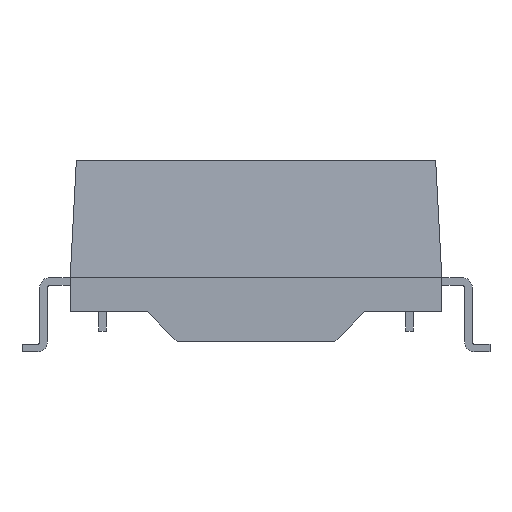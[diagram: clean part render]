
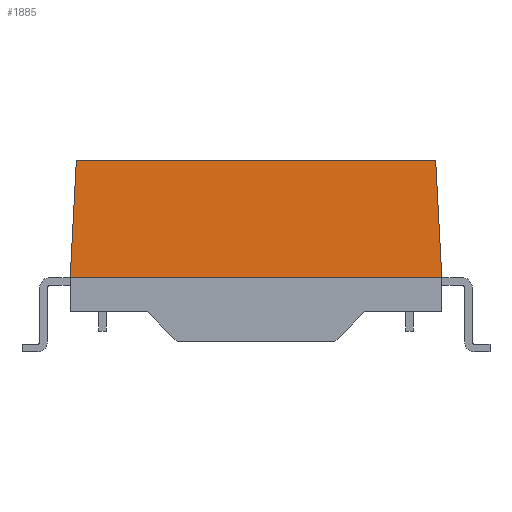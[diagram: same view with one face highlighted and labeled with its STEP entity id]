
A CAD part, left-side view. The second image highlights one B-rep face of the part: STEP entity #1885.
In plain terms, the highlighted planar face has unit normal (-0.999, 0, 0.052).
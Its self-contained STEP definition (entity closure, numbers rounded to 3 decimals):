
#1885 = ADVANCED_FACE( '', ( #3824 ), #3825, .T. );
#3824 = FACE_OUTER_BOUND( '', #6049, .T. );
#3825 = PLANE( '', #6050 );
#6049 = EDGE_LOOP( '', ( #10523, #10524, #10525, #10526 ) );
#6050 = AXIS2_PLACEMENT_3D( '', #10527, #10528, #10529 );
#10523 = ORIENTED_EDGE( '', *, *, #16220, .T. );
#10524 = ORIENTED_EDGE( '', *, *, #14887, .F. );
#10525 = ORIENTED_EDGE( '', *, *, #16221, .F. );
#10526 = ORIENTED_EDGE( '', *, *, #14698, .T. );
#10527 = CARTESIAN_POINT( '', ( -6.985, 0., 2.25 ) );
#10528 = DIRECTION( '', ( -0.999, 0., 0.052 ) );
#10529 = DIRECTION( '', ( 0.052, 0., 0.999 ) );
#14698 = EDGE_CURVE( '', #17658, #17656, #17659, .T. );
#14887 = EDGE_CURVE( '', #18009, #18011, #18012, .T. );
#16220 = EDGE_CURVE( '', #17656, #18011, #20125, .F. );
#16221 = EDGE_CURVE( '', #17658, #18009, #20126, .F. );
#17656 = VERTEX_POINT( '', #21990 );
#17658 = VERTEX_POINT( '', #21993 );
#17659 = LINE( '', #21994, #21995 );
#18009 = VERTEX_POINT( '', #22509 );
#18011 = VERTEX_POINT( '', #22512 );
#18012 = LINE( '', #22513, #22514 );
#20125 = LINE( '', #25720, #25721 );
#20126 = LINE( '', #25722, #25723 );
#21990 = CARTESIAN_POINT( '', ( -6.985, 6., 2.25 ) );
#21993 = CARTESIAN_POINT( '', ( -6.786, 5.801, 6.05 ) );
#21994 = CARTESIAN_POINT( '', ( -6.969, 5.984, 2.563 ) );
#21995 = VECTOR( '', #27976, 1000. );
#22509 = CARTESIAN_POINT( '', ( -6.786, -5.801, 6.05 ) );
#22512 = CARTESIAN_POINT( '', ( -6.985, -6., 2.25 ) );
#22513 = CARTESIAN_POINT( '', ( -6.966, -5.981, 2.614 ) );
#22514 = VECTOR( '', #28164, 1000. );
#25720 = CARTESIAN_POINT( '', ( -6.985, 0., 2.25 ) );
#25721 = VECTOR( '', #29537, 1000. );
#25722 = CARTESIAN_POINT( '', ( -6.786, 0., 6.05 ) );
#25723 = VECTOR( '', #29538, 1000. );
#27976 = DIRECTION( '', ( -0.052, 0.052, -0.997 ) );
#28164 = DIRECTION( '', ( -0.052, -0.052, -0.997 ) );
#29537 = DIRECTION( '', ( 0., 1., 0. ) );
#29538 = DIRECTION( '', ( 0., 1., 0. ) );
